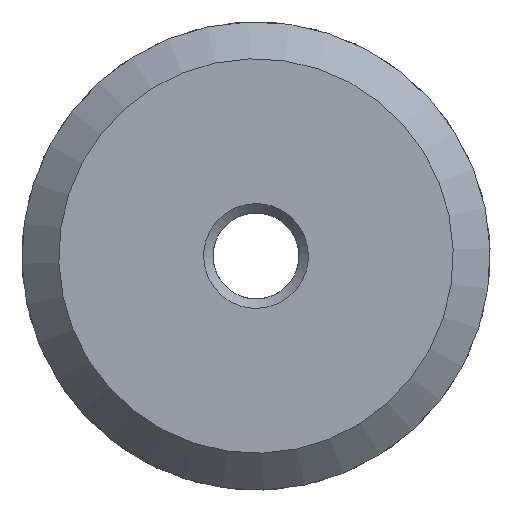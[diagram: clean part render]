
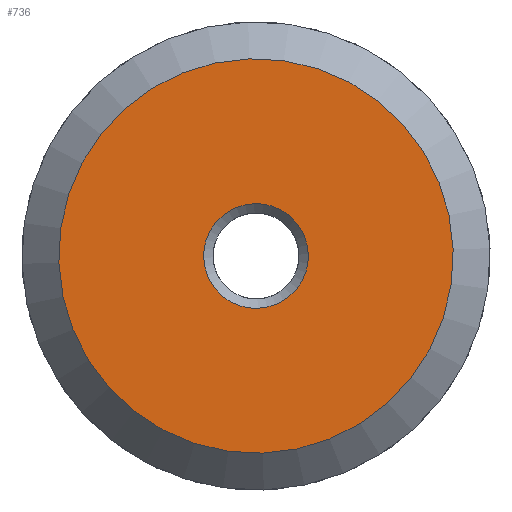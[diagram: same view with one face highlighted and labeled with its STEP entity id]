
A CAD part, left-side view. The second image highlights one B-rep face of the part: STEP entity #736.
In plain terms, the highlighted planar face has unit normal (-1, 0, 0).
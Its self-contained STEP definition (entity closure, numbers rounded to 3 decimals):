
#685=CARTESIAN_POINT('',(-18.715,-3.2,-2.508));
#686=VERTEX_POINT('',#685);
#687=CARTESIAN_POINT('',(-18.715,0.,0.));
#688=DIRECTION('',(1.0,0.,0.));
#689=DIRECTION('',(0.,0.787,0.617));
#690=AXIS2_PLACEMENT_3D('',#687,#688,#689);
#691=CIRCLE('',#690,4.066);
#692=EDGE_CURVE('',#686,#686,#691,.T.);
#702=CARTESIAN_POINT('',(-18.715,-0.85,-0.666));
#703=VERTEX_POINT('',#702);
#704=CARTESIAN_POINT('',(-18.715,0.,0.));
#705=DIRECTION('',(1.0,0.,0.));
#706=DIRECTION('',(0.,-0.787,-0.617));
#707=AXIS2_PLACEMENT_3D('',#704,#705,#706);
#708=CIRCLE('',#707,1.08);
#709=EDGE_CURVE('',#703,#703,#708,.T.);
#725=CARTESIAN_POINT('',(-18.715,-1.899,-1.488));
#726=DIRECTION('',(-1.0,0.0,0.0));
#727=DIRECTION('',(0.0,0.617,-0.787));
#728=AXIS2_PLACEMENT_3D('',#725,#726,#727);
#729=PLANE('',#728);
#730=ORIENTED_EDGE('',*,*,#692,.F.);
#731=EDGE_LOOP('',(#730));
#732=FACE_OUTER_BOUND('',#731,.T.);
#733=ORIENTED_EDGE('',*,*,#709,.T.);
#734=EDGE_LOOP('',(#733));
#735=FACE_BOUND('',#734,.T.);
#736=ADVANCED_FACE('',(#732,#735),#729,.T.);
